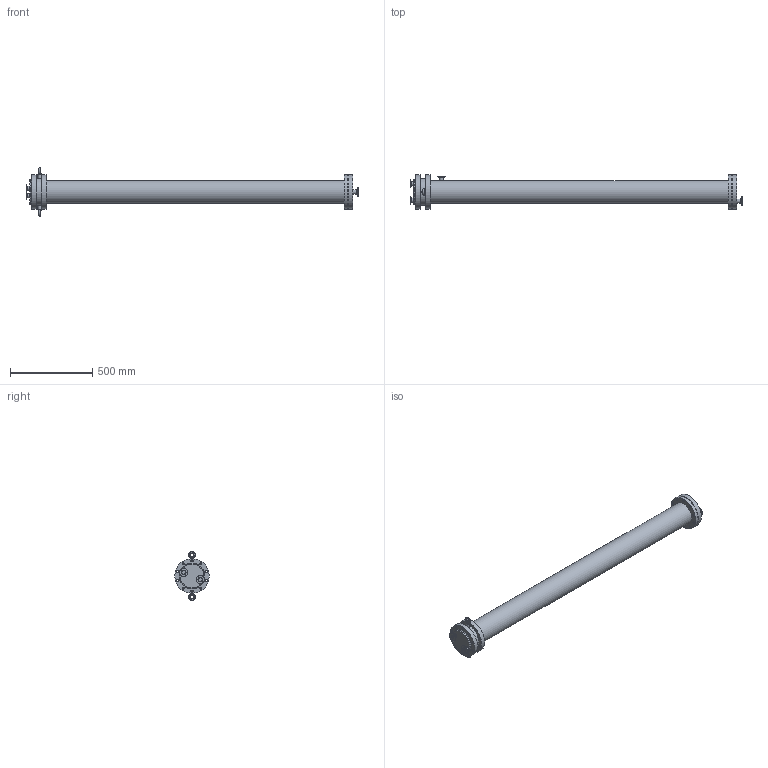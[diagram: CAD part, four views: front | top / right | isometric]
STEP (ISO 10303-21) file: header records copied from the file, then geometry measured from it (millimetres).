
FILE_DESCRIPTION(/* description */ (''),/* implementation_level */ '2;1');
FILE_NAME(/* name */ 'HEX10U-5B-10-10 .stp',/* time_stamp */ '2024-04-18T15:40:55+09:00',/* author */ ('autocad33'),/* organization */ (''),/* preprocessor_version */ 'ST-DEVELOPER v19.2',/* originating_system */ 'Autodesk Inventor 2023',/* authorisation */ '');
FILE_SCHEMA (('AUTOMOTIVE_DESIGN { 1 0 10303 214 3 1 1 }'));
Length unit declared in the file: millimetre
Products named in the file (1): HEX10U-8B-20-15
Bounding box: 2023 x 210 x 296.49 mm (x, y, z)
Volume: 32257239.5 mm3; surface area: 1157316.2 mm2
Topology: 2 solids, 2 shells, 100 faces, 253 edges, 168 vertices
Faces by surface type: cylinder 62, plane 16, torus 10, cone 10, bspline 2
Full cylindrical faces by diameter (mm): 13 x40, 20 x2, 23 x4, 25.4 x4, 50.5 x4, 139.8 x1, 147 x1, 163.5 x1, 210 x4
Entity records: 3765 total; most frequent: CARTESIAN_POINT 1034, DIRECTION 585, ORIENTED_EDGE 506, AXIS2_PLACEMENT_3D 259, EDGE_CURVE 253, EDGE_LOOP 195, VERTEX_POINT 168, CIRCLE 160
